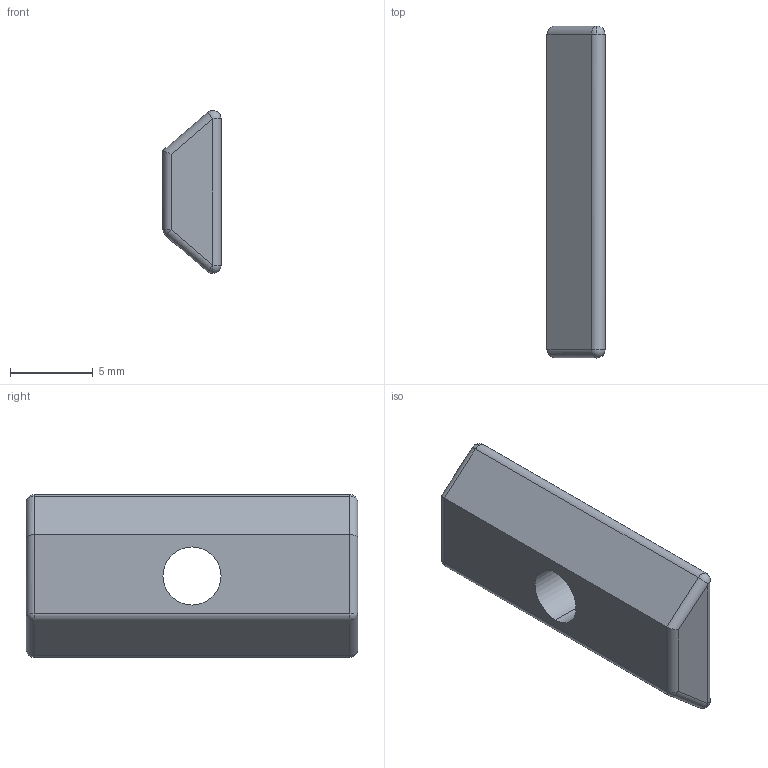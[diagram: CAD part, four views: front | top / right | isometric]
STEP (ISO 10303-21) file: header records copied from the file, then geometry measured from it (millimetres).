
FILE_DESCRIPTION (( 'STEP AP214' ), '1' );
FILE_NAME ('NUC Mount Slide in Clamping piece.STEP', '2025-12-11T21:55:55', ( '' ), ( '' ), 'SwSTEP 2.0', 'SolidWorks 2025', '' );
FILE_SCHEMA (( 'AUTOMOTIVE_DESIGN' ));
Length unit declared in the file: millimetre
Products named in the file (1): NUC Mount Slide in Clamping piece
Bounding box: 3.5 x 20 x 9.83 mm (x, y, z)
Volume: 513.4 mm3; surface area: 526.5 mm2
Topology: 1 solids, 1 shells, 28 faces, 61 edges, 29 vertices
Faces by surface type: cylinder 14, sphere 8, plane 6
Entity records: 729 total; most frequent: DIRECTION 138, CARTESIAN_POINT 119, ORIENTED_EDGE 110, AXIS2_PLACEMENT_3D 56, EDGE_CURVE 55, EDGE_LOOP 30, VERTEX_POINT 29, ADVANCED_FACE 28
